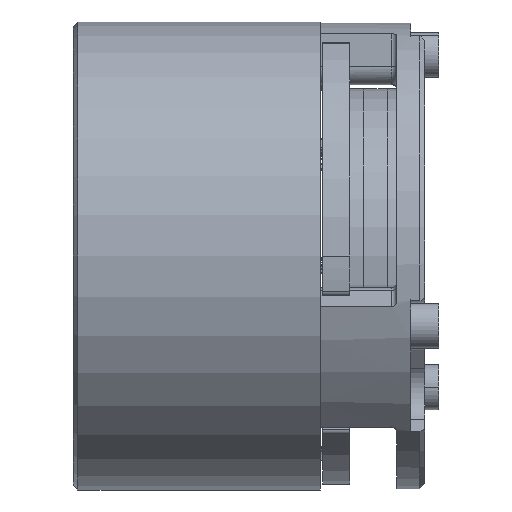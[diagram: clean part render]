
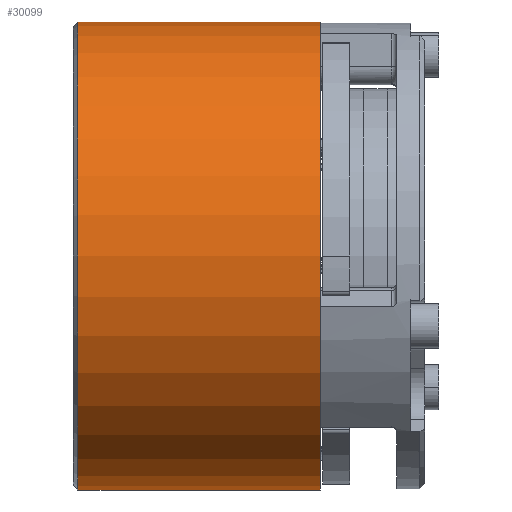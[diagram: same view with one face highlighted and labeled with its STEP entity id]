
A CAD part, front view. The second image highlights one B-rep face of the part: STEP entity #30099.
In plain terms, the highlighted cylindrical face has radius 12.687 mm (diameter 25.375 mm), a partial arc.
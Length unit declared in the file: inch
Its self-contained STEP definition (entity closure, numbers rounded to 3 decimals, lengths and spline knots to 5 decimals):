
#231 = VERTEX_POINT ( 'NONE', #26489 ) ;
#1547 = CIRCLE ( 'NONE', #27527, 0.4995 ) ;
#1550 = DIRECTION ( 'NONE',  ( -1., 0., 0. ) ) ;
#1784 = VERTEX_POINT ( 'NONE', #10233 ) ;
#3533 = DIRECTION ( 'NONE',  ( -1., 0., 0. ) ) ;
#3893 = VERTEX_POINT ( 'NONE', #13099 ) ;
#4189 = DIRECTION ( 'NONE',  ( -1., 0., 0. ) ) ;
#4886 = DIRECTION ( 'NONE',  ( 0., 0., 1. ) ) ;
#8435 = LINE ( 'NONE', #25521, #27443 ) ;
#9240 = CARTESIAN_POINT ( 'NONE',  ( 0.01, 0., 0. ) ) ;
#9773 = FACE_OUTER_BOUND ( 'NONE', #16307, .T. ) ;
#10233 = CARTESIAN_POINT ( 'NONE',  ( 0.527, 0., 0.4995 ) ) ;
#10391 = ORIENTED_EDGE ( 'NONE', *, *, #12879, .T. ) ;
#11313 = ORIENTED_EDGE ( 'NONE', *, *, #22583, .F. ) ;
#12444 = DIRECTION ( 'NONE',  ( -1., 0., 0. ) ) ;
#12879 = EDGE_CURVE ( 'NONE', #17996, #1784, #1547, .T. ) ;
#13099 = CARTESIAN_POINT ( 'NONE',  ( 0.01, 0., -0.4995 ) ) ;
#15386 = EDGE_CURVE ( 'NONE', #17996, #3893, #8435, .T. ) ;
#16307 = EDGE_LOOP ( 'NONE', ( #20583, #10391, #18020, #11313 ) ) ;
#17336 = CARTESIAN_POINT ( 'NONE',  ( -0.08819, 0., 0.4995 ) ) ;
#17996 = VERTEX_POINT ( 'NONE', #30626 ) ;
#18020 = ORIENTED_EDGE ( 'NONE', *, *, #27823, .T. ) ;
#18249 = AXIS2_PLACEMENT_3D ( 'NONE', #19880, #29647, #4886 ) ;
#19880 = CARTESIAN_POINT ( 'NONE',  ( -0.08819, 0., 0. ) ) ;
#20583 = ORIENTED_EDGE ( 'NONE', *, *, #15386, .F. ) ;
#21397 = CARTESIAN_POINT ( 'NONE',  ( 0.527, 0., 0. ) ) ;
#22583 = EDGE_CURVE ( 'NONE', #3893, #231, #31197, .T. ) ;
#23530 = DIRECTION ( 'NONE',  ( 0., 0., 1. ) ) ;
#25453 = LINE ( 'NONE', #17336, #31070 ) ;
#25521 = CARTESIAN_POINT ( 'NONE',  ( -0.08819, 0., -0.4995 ) ) ;
#26489 = CARTESIAN_POINT ( 'NONE',  ( 0.01, 0., 0.4995 ) ) ;
#26496 = DIRECTION ( 'NONE',  ( 0., 0., 1. ) ) ;
#27022 = AXIS2_PLACEMENT_3D ( 'NONE', #9240, #4189, #26496 ) ;
#27443 = VECTOR ( 'NONE', #3533, 39.37008 ) ;
#27527 = AXIS2_PLACEMENT_3D ( 'NONE', #21397, #1550, #23530 ) ;
#27823 = EDGE_CURVE ( 'NONE', #1784, #231, #25453, .T. ) ;
#29647 = DIRECTION ( 'NONE',  ( -1., 0., 0. ) ) ;
#30099 = ADVANCED_FACE ( 'NONE', ( #9773 ), #30128, .T. ) ;
#30128 = CYLINDRICAL_SURFACE ( 'NONE', #18249, 0.4995 ) ;
#30626 = CARTESIAN_POINT ( 'NONE',  ( 0.527, 0., -0.4995 ) ) ;
#31070 = VECTOR ( 'NONE', #12444, 39.37008 ) ;
#31197 = CIRCLE ( 'NONE', #27022, 0.4995 ) ;
